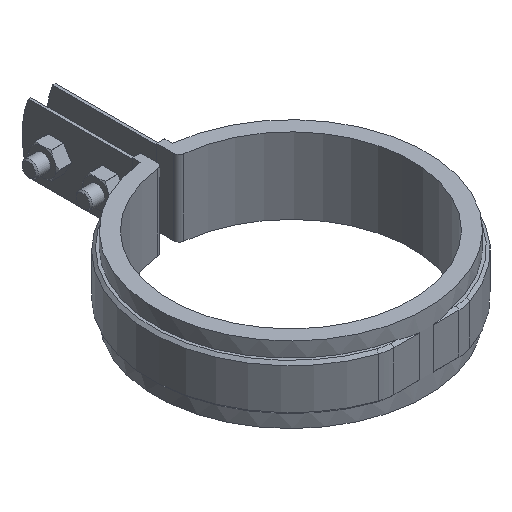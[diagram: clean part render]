
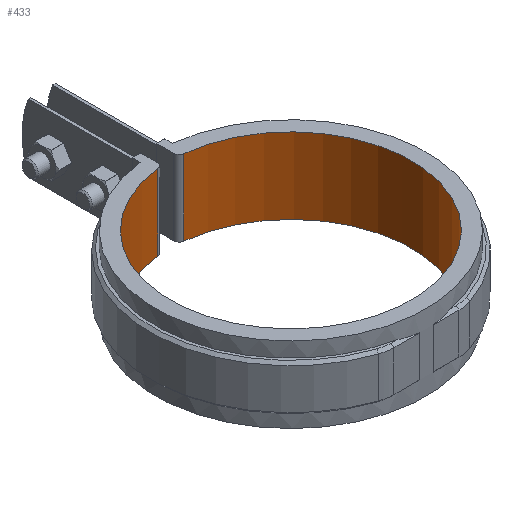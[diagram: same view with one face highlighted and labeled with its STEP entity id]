
A CAD part, isometric view. The second image highlights one B-rep face of the part: STEP entity #433.
In plain terms, the highlighted cylindrical face has radius 44.55 mm (diameter 89.1 mm), a partial arc.
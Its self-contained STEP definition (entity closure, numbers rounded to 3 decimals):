
#433 = ADVANCED_FACE( '', ( #760 ), #761, .F. );
#760 = FACE_OUTER_BOUND( '', #1736, .T. );
#761 = CYLINDRICAL_SURFACE( '', #1737, 44.55 );
#1736 = EDGE_LOOP( '', ( #3486, #3487, #3488, #3489 ) );
#1737 = AXIS2_PLACEMENT_3D( '', #3490, #3491, #3492 );
#3486 = ORIENTED_EDGE( '', *, *, #4289, .T. );
#3487 = ORIENTED_EDGE( '', *, *, #4356, .F. );
#3488 = ORIENTED_EDGE( '', *, *, #4314, .F. );
#3489 = ORIENTED_EDGE( '', *, *, #4216, .T. );
#3490 = CARTESIAN_POINT( '', ( 0., 0., 14. ) );
#3491 = DIRECTION( '', ( 0., 0., 1. ) );
#3492 = DIRECTION( '', ( 0.107, 0.994, 0. ) );
#4216 = EDGE_CURVE( '', #4869, #4867, #4870, .T. );
#4289 = EDGE_CURVE( '', #4867, #4988, #4990, .T. );
#4314 = EDGE_CURVE( '', #4869, #5029, #5030, .T. );
#4356 = EDGE_CURVE( '', #5029, #4988, #5084, .T. );
#4867 = VERTEX_POINT( '', #7353 );
#4869 = VERTEX_POINT( '', #7355 );
#4870 = LINE( '', #7356, #7357 );
#4988 = VERTEX_POINT( '', #7644 );
#4990 = CIRCLE( '', #7646, 44.55 );
#5029 = VERTEX_POINT( '', #7708 );
#5030 = CIRCLE( '', #7709, 44.55 );
#5084 = LINE( '', #7790, #7791 );
#7353 = CARTESIAN_POINT( '', ( 4.785, 44.292, -14. ) );
#7355 = CARTESIAN_POINT( '', ( 4.785, 44.292, 14. ) );
#7356 = CARTESIAN_POINT( '', ( 4.785, 44.292, 14. ) );
#7357 = VECTOR( '', #8482, 1000. );
#7644 = CARTESIAN_POINT( '', ( -4.785, 44.292, -14. ) );
#7646 = AXIS2_PLACEMENT_3D( '', #8554, #8555, #8556 );
#7708 = CARTESIAN_POINT( '', ( -4.785, 44.292, 14. ) );
#7709 = AXIS2_PLACEMENT_3D( '', #8592, #8593, #8594 );
#7790 = CARTESIAN_POINT( '', ( -4.785, 44.292, 14. ) );
#7791 = VECTOR( '', #8664, 1000. );
#8482 = DIRECTION( '', ( 0., 0., -1. ) );
#8554 = CARTESIAN_POINT( '', ( 0., 0., -14. ) );
#8555 = DIRECTION( '', ( 0., 0., -1. ) );
#8556 = DIRECTION( '', ( 1., 0., 0. ) );
#8592 = CARTESIAN_POINT( '', ( 0., 0., 14. ) );
#8593 = DIRECTION( '', ( 0., 0., -1. ) );
#8594 = DIRECTION( '', ( 1., 0., 0. ) );
#8664 = DIRECTION( '', ( 0., 0., -1. ) );
